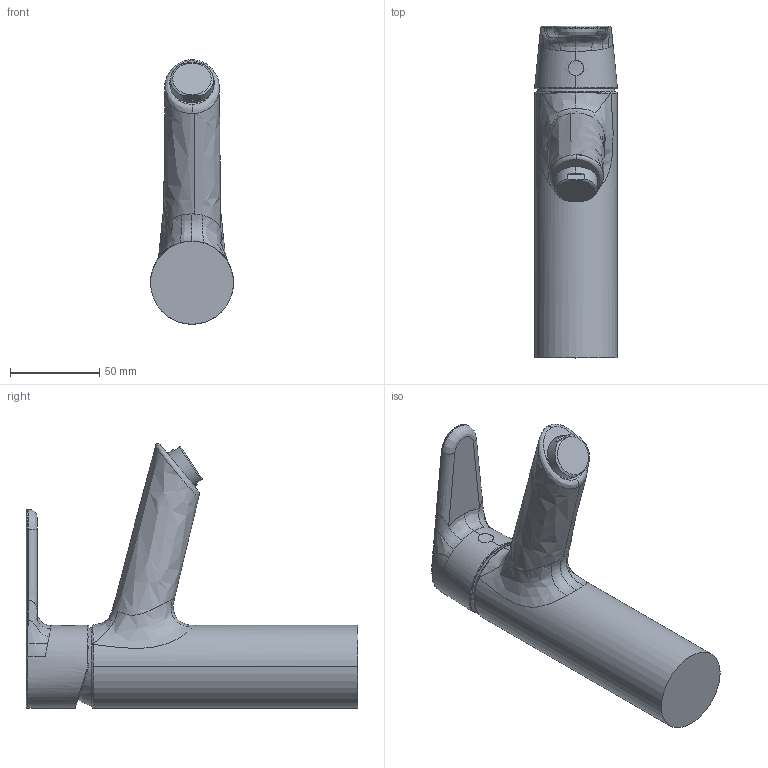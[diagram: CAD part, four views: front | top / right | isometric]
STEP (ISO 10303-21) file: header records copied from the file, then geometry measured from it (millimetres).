
FILE_DESCRIPTION (( 'STEP AP203' ), '1' );
FILE_NAME ('2605F(2022)+52372263(2022).STEP', '2022-01-12T12:31:44', ( '' ), ( '' ), 'SwSTEP 2.0', 'SolidWorks 2016', '' );
FILE_SCHEMA (( 'CONFIG_CONTROL_DESIGN' ));
Length unit declared in the file: millimetre
Products named in the file (1): 2605F(2022)+52372263(2022)
Bounding box: 46.5 x 186 x 148.35 mm (x, y, z)
Volume: 410956 mm3; surface area: 52143.9 mm2
Topology: 4 solids, 4 shells, 84 faces, 203 edges, 127 vertices
Faces by surface type: bspline 54, plane 17, cylinder 11, cone 2
Entity records: 12971 total; most frequent: CARTESIAN_POINT 11388, ORIENTED_EDGE 402, EDGE_CURVE 201, DIRECTION 159, B_SPLINE_CURVE_WITH_KNOTS 133, VERTEX_POINT 127, EDGE_LOOP 86, FACE_OUTER_BOUND 84
